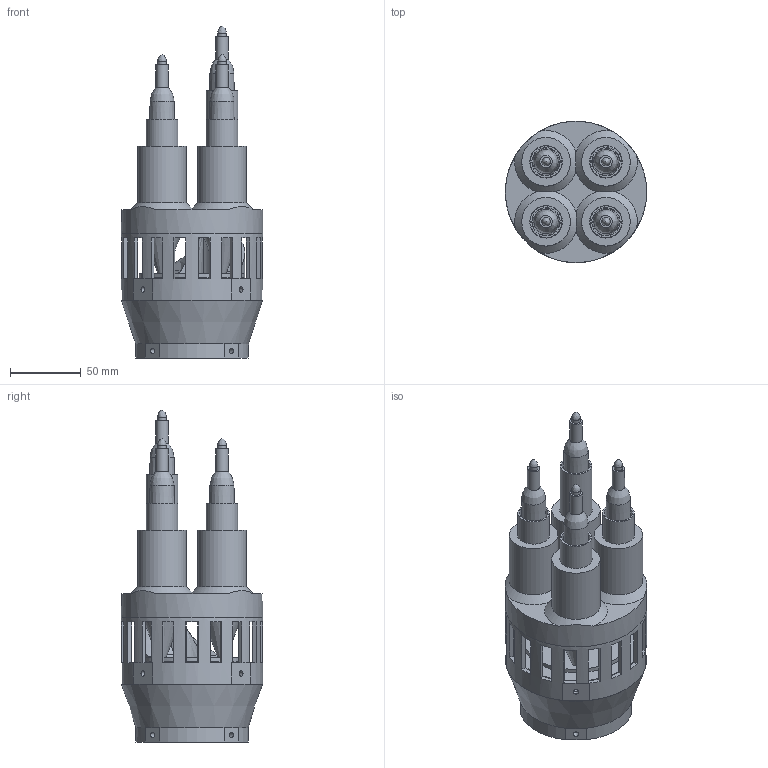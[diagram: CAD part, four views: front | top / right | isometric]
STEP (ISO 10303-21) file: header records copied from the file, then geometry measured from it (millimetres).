
FILE_DESCRIPTION(/* description */ ('','CAx-IF Rec.Pracs.---Representation and Presentation of Product Manufacturing Information (PMI)---4.0---2014-10-13'),/* implementation_level */ '2;1');
FILE_NAME(/* name */ 'Marker Changer.stp',/* time_stamp */ '2022-05-22T14:40:01-04:00',/* author */ ('smiku'),/* organization */ (''),/* preprocessor_version */ 'ST-DEVELOPER v18.1',/* originating_system */ 'Autodesk Inventor 2022',/* authorisation */ '');
FILE_SCHEMA (('AP242_MANAGED_MODEL_BASED_3D_ENGINEERING_MIM_LF { 1 0 10303 442 1 1 4 }'));
Length unit declared in the file: millimetre
Products named in the file (10): Marker Changer; Interface Block; Case; DS3225mg Servo; Hoop; Servo Hub; SingleCam Plate; Cam Barrel Plate; Static Marker Barrel; Expor Marker Bullet Point
Assembly tree (15 placements, depth 2):
  Marker Changer
    Interface Block
    Case
    DS3225mg Servo
    Hoop
    Servo Hub
    SingleCam Plate
    Cam Barrel Plate
    Static Marker Barrel  x4
    Expor Marker Bullet Point  x4
Bounding box: 100 x 100 x 234.98 mm (x, y, z)
Volume: 642728.9 mm3; surface area: 237088.2 mm2
Topology: 20 solids, 20 shells, 575 faces, 1578 edges, 1036 vertices
Faces by surface type: plane 367, cylinder 159, cone 21, bspline 20, sphere 4, torus 4
Full cylindrical faces by diameter (mm): 2.5 x5, 3 x5, 4 x28, 6 x11, 8.8 x4, 9 x5, 13 x1, 20 x6, 22.4 x4, 23 x4, 31.5 x4, 32 x4, 34.4 x4, 75 x1, 94 x1, 100 x2
Entity records: 15868 total; most frequent: CARTESIAN_POINT 3470, DIRECTION 2605, ORIENTED_EDGE 2360, EDGE_CURVE 1180, AXIS2_PLACEMENT_3D 930, VERTEX_POINT 775, LINE 745, VECTOR 745
